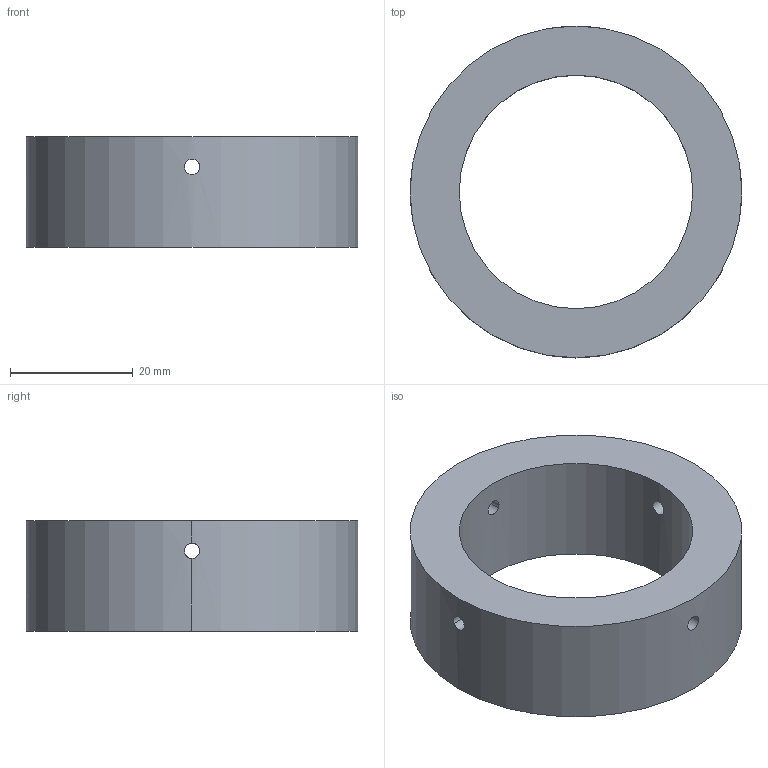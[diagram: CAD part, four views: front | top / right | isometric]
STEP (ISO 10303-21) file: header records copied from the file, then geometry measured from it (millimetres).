
FILE_DESCRIPTION(('CATIA V5 STEP Exchange'),'2;1');
FILE_NAME('bague_ajout_masse.stp','2023-04-27T19:52:41+00:00',('none'),('none'),'CATIA Version 5 Release 20 GA (IN-10)','CATIA V5 STEP AP203','none');
FILE_SCHEMA(('CONFIG_CONTROL_DESIGN'));
Length unit declared in the file: millimetre
Products named in the file (1): masse
Bounding box: 54 x 54 x 18 mm (x, y, z)
Volume: 20652.8 mm3; surface area: 7726.9 mm2
Topology: 1 solids, 1 shells, 14 faces, 48 edges, 32 vertices
Faces by surface type: cylinder 12, plane 2
Entity records: 656 total; most frequent: CARTESIAN_POINT 249, ORIENTED_EDGE 96, EDGE_CURVE 48, DIRECTION 40, VERTEX_POINT 32, B_SPLINE_CURVE_WITH_KNOTS 24, EDGE_LOOP 20, AXIS2_PLACEMENT_3D 17
